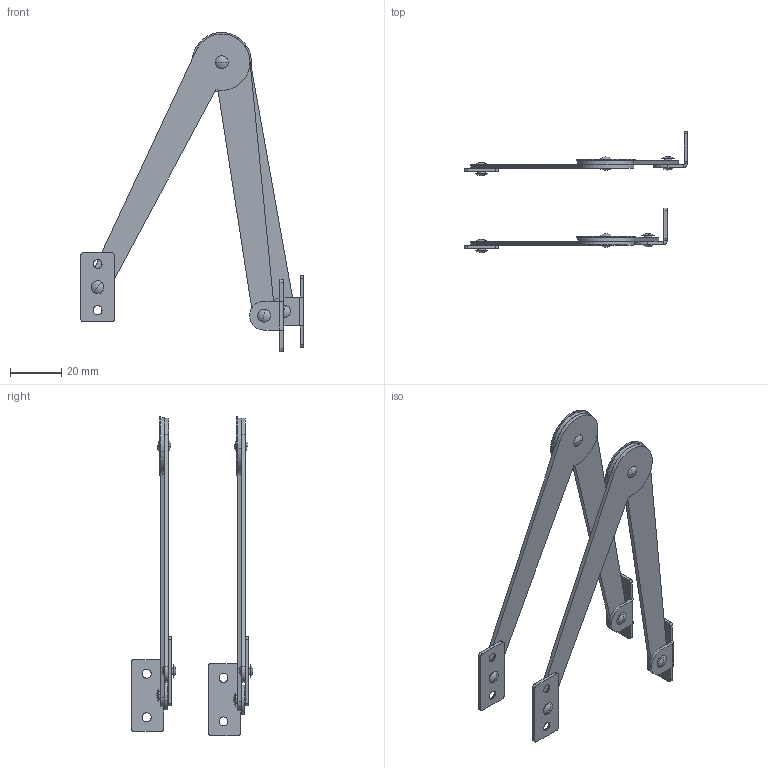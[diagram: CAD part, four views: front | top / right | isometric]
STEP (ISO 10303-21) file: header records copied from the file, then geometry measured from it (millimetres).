
FILE_DESCRIPTION (( 'STEP AP214' ), '1' );
FILE_NAME ('01805 Cover Stay Left Hand Stainless Steel 200mm.STEP', '2025-12-22T03:00:25', ( '' ), ( '' ), 'SwSTEP 2.0', 'SolidWorks 2025', '' );
FILE_SCHEMA (( 'AUTOMOTIVE_DESIGN' ));
Length unit declared in the file: millimetre
Products named in the file (6): 01805 Cover Stay Left Hand Stainless Steel 200mm (5); 01805 Cover Stay Left Hand Stainless Steel 200mm (3); 01805 Cover Stay Left Hand Stainless Steel 200mm (2); 01805 Cover Stay Left Hand Stainless Steel 200mm; 01805 Cover Stay Left Hand Stainless Steel 200mm (4)
Assembly tree (16 placements, depth 2):
  01805 Cover Stay Left Hand Stainless Steel 200mm
    01805 Cover Stay Left Hand Stainless Steel 200mm  x2
    01805 Cover Stay Left Hand Stainless Steel 200mm (2)  x4
    01805 Cover Stay Left Hand Stainless Steel 200mm (3)  x6
    01805 Cover Stay Left Hand Stainless Steel 200mm (4)  x2
    01805 Cover Stay Left Hand Stainless Steel 200mm (5)  x2
Bounding box: 86.67 x 47.43 x 124.46 mm (x, y, z)
Volume: 10931.4 mm3; surface area: 18878.1 mm2
Topology: 16 solids, 16 shells, 196 faces, 444 edges, 292 vertices
Faces by surface type: cylinder 94, plane 70, sphere 24, cone 8
Entity records: 2376 total; most frequent: DIRECTION 431, CARTESIAN_POINT 365, ORIENTED_EDGE 334, AXIS2_PLACEMENT_3D 174, EDGE_CURVE 167, VERTEX_POINT 108, EDGE_LOOP 91, CIRCLE 84
